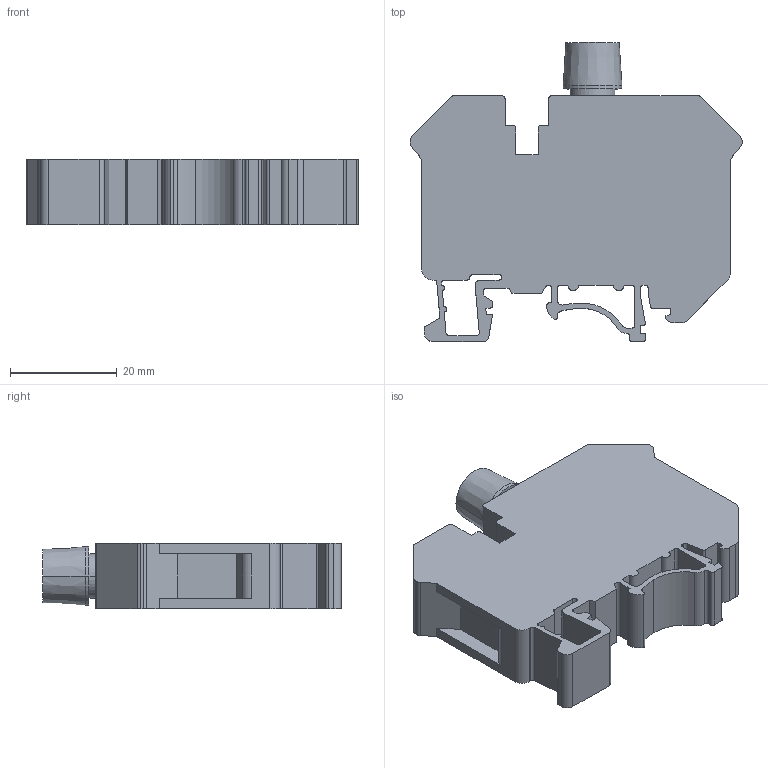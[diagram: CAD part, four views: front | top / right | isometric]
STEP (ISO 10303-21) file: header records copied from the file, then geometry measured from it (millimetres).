
FILE_DESCRIPTION((''),'2;1');
FILE_NAME('UKJ-10RD','2021-08-11T',('Administrator'),(''),'PRO/ENGINEER BY PARAMETRIC TECHNOLOGY CORPORATION, 2013230','PRO/ENGINEER BY PARAMETRIC TECHNOLOGY CORPORATION, 2013230','');
FILE_SCHEMA(('CONFIG_CONTROL_DESIGN'));
Length unit declared in the file: millimetre
Products named in the file (1): UKJ-10RD
Bounding box: 62.2 x 56 x 12.2 mm (x, y, z)
Volume: 25944.8 mm3; surface area: 9165 mm2
Topology: 1 solids, 1 shells, 146 faces, 418 edges, 278 vertices
Faces by surface type: plane 80, cylinder 64, cone 2
Entity records: 4842 total; most frequent: CARTESIAN_POINT 842, DIRECTION 840, ORIENTED_EDGE 836, EDGE_CURVE 418, VECTOR 288, LINE 288, VERTEX_POINT 278, AXIS2_PLACEMENT_3D 276
